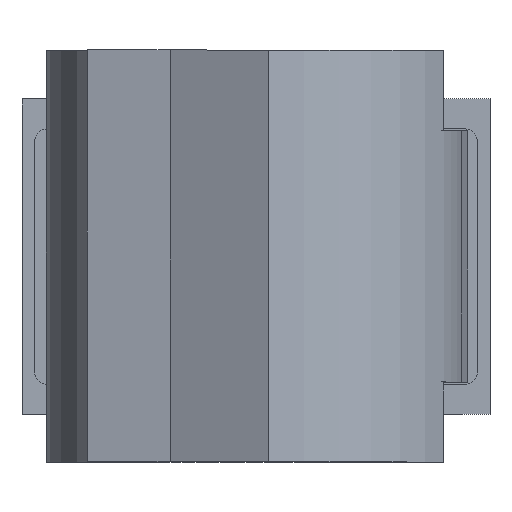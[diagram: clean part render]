
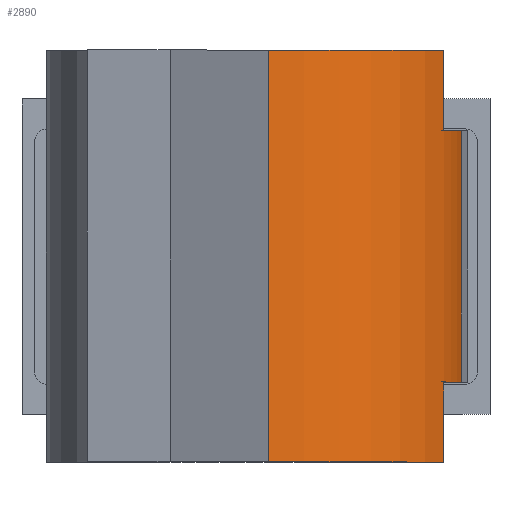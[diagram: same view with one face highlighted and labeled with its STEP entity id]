
A CAD part, top view. The second image highlights one B-rep face of the part: STEP entity #2890.
In plain terms, the highlighted cylindrical face has radius 5.84 mm (diameter 11.68 mm), a partial arc.
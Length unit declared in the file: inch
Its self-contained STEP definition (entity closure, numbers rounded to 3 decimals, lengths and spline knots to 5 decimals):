
#2680=CARTESIAN_POINT('',(0.20542,0.1374,0.68084));
#2681=VERTEX_POINT('',#2680);
#2698=CARTESIAN_POINT('',(0.20542,0.225,0.68084));
#2699=VERTEX_POINT('',#2698);
#2706=CARTESIAN_POINT('',(0.20542,0.1374,0.68084));
#2707=DIRECTION('',(0.0,1.0,0.0));
#2708=VECTOR('',#2707,0.0876);
#2709=LINE('',#2706,#2708);
#2710=EDGE_CURVE('',#2681,#2699,#2709,.T.);
#2803=CARTESIAN_POINT('',(0.22468,0.1374,0.62676));
#2804=VERTEX_POINT('',#2803);
#2805=CARTESIAN_POINT('',(0.00015,0.1374,0.57726));
#2806=DIRECTION('',(0.0,-1.0,0.0));
#2807=DIRECTION('',(0.977,0.0,0.215));
#2808=AXIS2_PLACEMENT_3D('',#2805,#2806,#2807);
#2809=CIRCLE('',#2808,0.22992);
#2810=EDGE_CURVE('',#2804,#2681,#2809,.T.);
#2832=CARTESIAN_POINT('',(0.00015,0.2475,0.57726));
#2833=DIRECTION('',(0.0,-1.0,0.0));
#2834=DIRECTION('',(-0.649,0.0,-0.761));
#2835=AXIS2_PLACEMENT_3D('',#2832,#2833,#2834);
#2836=CYLINDRICAL_SURFACE('',#2835,0.22992);
#2837=ORIENTED_EDGE('',*,*,#2810,.T.);
#2838=ORIENTED_EDGE('',*,*,#2710,.T.);
#2839=CARTESIAN_POINT('',(0.01338,0.225,0.8068));
#2840=VERTEX_POINT('',#2839);
#2841=CARTESIAN_POINT('',(0.00015,0.225,0.57726));
#2842=DIRECTION('',(0.0,-1.0,0.0));
#2843=DIRECTION('',(0.977,0.0,0.215));
#2844=AXIS2_PLACEMENT_3D('',#2841,#2842,#2843);
#2845=CIRCLE('',#2844,0.22992);
#2846=EDGE_CURVE('',#2699,#2840,#2845,.T.);
#2847=ORIENTED_EDGE('',*,*,#2846,.T.);
#2848=CARTESIAN_POINT('',(0.01338,-0.225,0.8068));
#2849=VERTEX_POINT('',#2848);
#2850=CARTESIAN_POINT('',(0.01338,0.225,0.8068));
#2851=DIRECTION('',(0.0,-1.0,0.0));
#2852=VECTOR('',#2851,0.45);
#2853=LINE('',#2850,#2852);
#2854=EDGE_CURVE('',#2840,#2849,#2853,.T.);
#2855=ORIENTED_EDGE('',*,*,#2854,.T.);
#2856=CARTESIAN_POINT('',(0.20542,-0.225,0.68084));
#2857=VERTEX_POINT('',#2856);
#2858=CARTESIAN_POINT('',(0.00015,-0.225,0.57726));
#2859=DIRECTION('',(0.0,1.0,0.0));
#2860=DIRECTION('',(0.977,0.0,0.215));
#2861=AXIS2_PLACEMENT_3D('',#2858,#2859,#2860);
#2862=CIRCLE('',#2861,0.22992);
#2863=EDGE_CURVE('',#2849,#2857,#2862,.T.);
#2864=ORIENTED_EDGE('',*,*,#2863,.T.);
#2865=CARTESIAN_POINT('',(0.20542,-0.1374,0.68084));
#2866=VERTEX_POINT('',#2865);
#2867=CARTESIAN_POINT('',(0.20542,-0.225,0.68084));
#2868=DIRECTION('',(0.0,1.0,0.0));
#2869=VECTOR('',#2868,0.0876);
#2870=LINE('',#2867,#2869);
#2871=EDGE_CURVE('',#2857,#2866,#2870,.T.);
#2872=ORIENTED_EDGE('',*,*,#2871,.T.);
#2873=CARTESIAN_POINT('',(0.22468,-0.1374,0.62676));
#2874=VERTEX_POINT('',#2873);
#2875=CARTESIAN_POINT('',(0.00015,-0.1374,0.57726));
#2876=DIRECTION('',(0.0,1.0,0.0));
#2877=DIRECTION('',(0.977,0.0,0.215));
#2878=AXIS2_PLACEMENT_3D('',#2875,#2876,#2877);
#2879=CIRCLE('',#2878,0.22992);
#2880=EDGE_CURVE('',#2866,#2874,#2879,.T.);
#2881=ORIENTED_EDGE('',*,*,#2880,.T.);
#2882=CARTESIAN_POINT('',(0.22468,0.1374,0.62676));
#2883=DIRECTION('',(0.0,-1.0,0.0));
#2884=VECTOR('',#2883,0.2748);
#2885=LINE('',#2882,#2884);
#2886=EDGE_CURVE('',#2804,#2874,#2885,.T.);
#2887=ORIENTED_EDGE('',*,*,#2886,.F.);
#2888=EDGE_LOOP('',(#2837,#2838,#2847,#2855,#2864,#2872,#2881,#2887));
#2889=FACE_OUTER_BOUND('',#2888,.T.);
#2890=ADVANCED_FACE('',(#2889),#2836,.T.);
